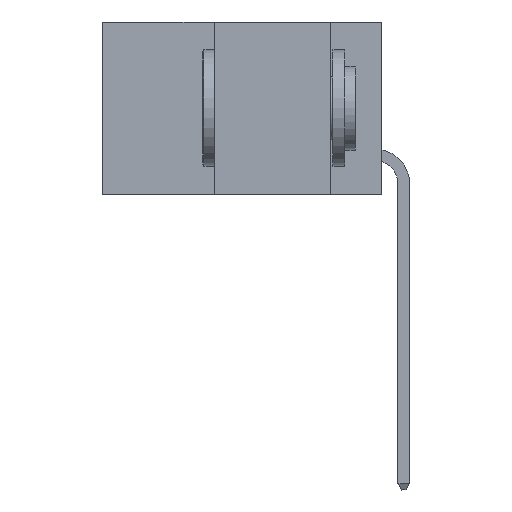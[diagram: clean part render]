
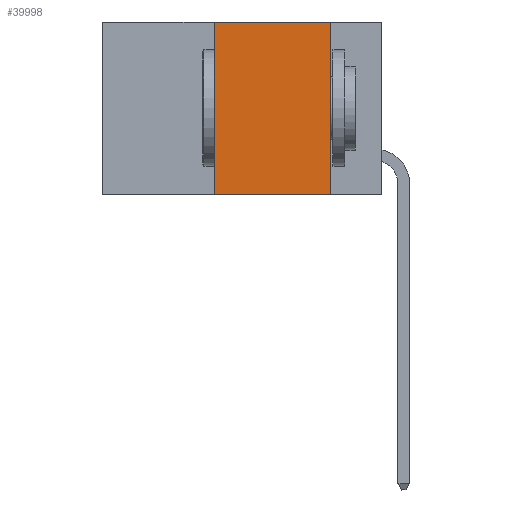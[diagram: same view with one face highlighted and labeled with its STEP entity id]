
A CAD part, left-side view. The second image highlights one B-rep face of the part: STEP entity #39998.
In plain terms, the highlighted planar face has unit normal (-1, 0, 0).
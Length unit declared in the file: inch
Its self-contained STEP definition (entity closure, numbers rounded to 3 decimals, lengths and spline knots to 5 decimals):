
#459 = VERTEX_POINT ( 'NONE', #4228 ) ;
#539 = VECTOR ( 'NONE', #38095, 39.37008 ) ;
#1318 = LINE ( 'NONE', #35388, #23334 ) ;
#1545 = CARTESIAN_POINT ( 'NONE',  ( 0., 0.11, -0.37 ) ) ;
#1635 = EDGE_CURVE ( 'NONE', #19777, #18745, #17132, .T. ) ;
#3893 = DIRECTION ( 'NONE',  ( 1., 0., 0. ) ) ;
#4228 = CARTESIAN_POINT ( 'NONE',  ( 0., 0.11, 0. ) ) ;
#4596 = DIRECTION ( 'NONE',  ( 0., -1., 0. ) ) ;
#5006 = ORIENTED_EDGE ( 'NONE', *, *, #10288, .F. ) ;
#5289 = LINE ( 'NONE', #45731, #539 ) ;
#6654 = AXIS2_PLACEMENT_3D ( 'NONE', #8054, #3893, #19685 ) ;
#8054 = CARTESIAN_POINT ( 'NONE',  ( 0., 0.6, 0. ) ) ;
#8775 = ORIENTED_EDGE ( 'NONE', *, *, #30485, .F. ) ;
#10288 = EDGE_CURVE ( 'NONE', #459, #18745, #5289, .T. ) ;
#14683 = ORIENTED_EDGE ( 'NONE', *, *, #36493, .F. ) ;
#16210 = CARTESIAN_POINT ( 'NONE',  ( 0., 0.36, 0. ) ) ;
#16379 = ORIENTED_EDGE ( 'NONE', *, *, #1635, .T. ) ;
#17132 = LINE ( 'NONE', #31893, #48696 ) ;
#18745 = VERTEX_POINT ( 'NONE', #1545 ) ;
#19685 = DIRECTION ( 'NONE',  ( 0., 0., -1. ) ) ;
#19777 = VERTEX_POINT ( 'NONE', #38068 ) ;
#21018 = CARTESIAN_POINT ( 'NONE',  ( 0., 0.36, 0. ) ) ;
#23334 = VECTOR ( 'NONE', #4596, 39.37008 ) ;
#27333 = PLANE ( 'NONE',  #6654 ) ;
#28339 = DIRECTION ( 'NONE',  ( 0., 0., 1. ) ) ;
#30485 = EDGE_CURVE ( 'NONE', #44778, #459, #1318, .T. ) ;
#31893 = CARTESIAN_POINT ( 'NONE',  ( 0., 0.6, -0.37 ) ) ;
#33920 = LINE ( 'NONE', #21018, #36302 ) ;
#35388 = CARTESIAN_POINT ( 'NONE',  ( 0., 0.6, 0. ) ) ;
#36302 = VECTOR ( 'NONE', #28339, 39.37008 ) ;
#36493 = EDGE_CURVE ( 'NONE', #19777, #44778, #33920, .T. ) ;
#38068 = CARTESIAN_POINT ( 'NONE',  ( 0., 0.36, -0.37 ) ) ;
#38095 = DIRECTION ( 'NONE',  ( 0., 0., -1. ) ) ;
#39998 = ADVANCED_FACE ( 'NONE', ( #40792 ), #27333, .F. ) ;
#40792 = FACE_OUTER_BOUND ( 'NONE', #43380, .T. ) ;
#43380 = EDGE_LOOP ( 'NONE', ( #5006, #8775, #14683, #16379 ) ) ;
#44778 = VERTEX_POINT ( 'NONE', #16210 ) ;
#45731 = CARTESIAN_POINT ( 'NONE',  ( 0., 0.11, 0. ) ) ;
#47688 = DIRECTION ( 'NONE',  ( 0., -1., 0. ) ) ;
#48696 = VECTOR ( 'NONE', #47688, 39.37008 ) ;
